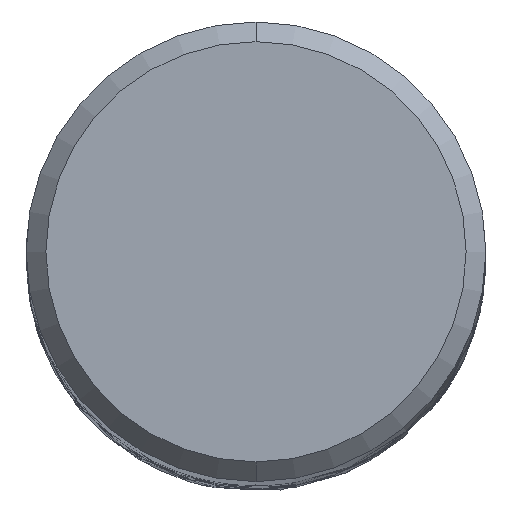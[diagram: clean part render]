
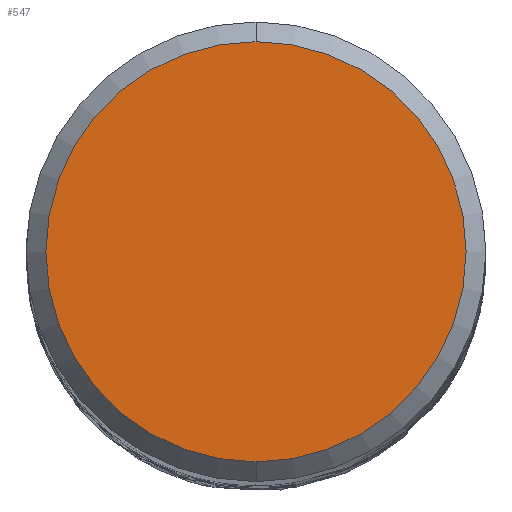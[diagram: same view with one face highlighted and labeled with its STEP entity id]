
A CAD part, top view. The second image highlights one B-rep face of the part: STEP entity #547.
In plain terms, the highlighted planar face has unit normal (0, 0, 1).
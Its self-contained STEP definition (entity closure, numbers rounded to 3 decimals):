
#385=EDGE_CURVE('',#777,#649,#993,.T.);
#425=EDGE_CURVE('',#649,#777,#1035,.T.);
#547=ADVANCED_FACE('',(#1171),#1172,.T.);
#649=VERTEX_POINT('',#1283);
#777=VERTEX_POINT('',#1421);
#993=CIRCLE('',#2909,6.4);
#1035=CIRCLE('',#3080,6.4);
#1171=FACE_OUTER_BOUND('',#3769,.T.);
#1172=PLANE('',#3770);
#1283=CARTESIAN_POINT('',(0.,-6.4,0.0));
#1421=CARTESIAN_POINT('',(0.0,6.4,0.0));
#2909=AXIS2_PLACEMENT_3D('',#9395,#9396,#9397);
#3080=AXIS2_PLACEMENT_3D('',#9426,#9427,#9428);
#3769=EDGE_LOOP('',(#9603,#9604));
#3770=AXIS2_PLACEMENT_3D('',#9605,#9606,#9607);
#9395=CARTESIAN_POINT('',(0.0,0.0,0.0));
#9396=DIRECTION('',(0.0,0.0,-1.0));
#9397=DIRECTION('',(0.0,1.0,0.0));
#9426=CARTESIAN_POINT('',(0.0,0.0,0.0));
#9427=DIRECTION('',(0.0,0.0,-1.0));
#9428=DIRECTION('',(0.0,1.0,0.0));
#9603=ORIENTED_EDGE('',*,*,#385,.F.);
#9604=ORIENTED_EDGE('',*,*,#425,.F.);
#9605=CARTESIAN_POINT('',(0.0,3.2,0.0));
#9606=DIRECTION('',(-0.0,0.0,1.0));
#9607=DIRECTION('',(0.0,-1.0,0.0));
